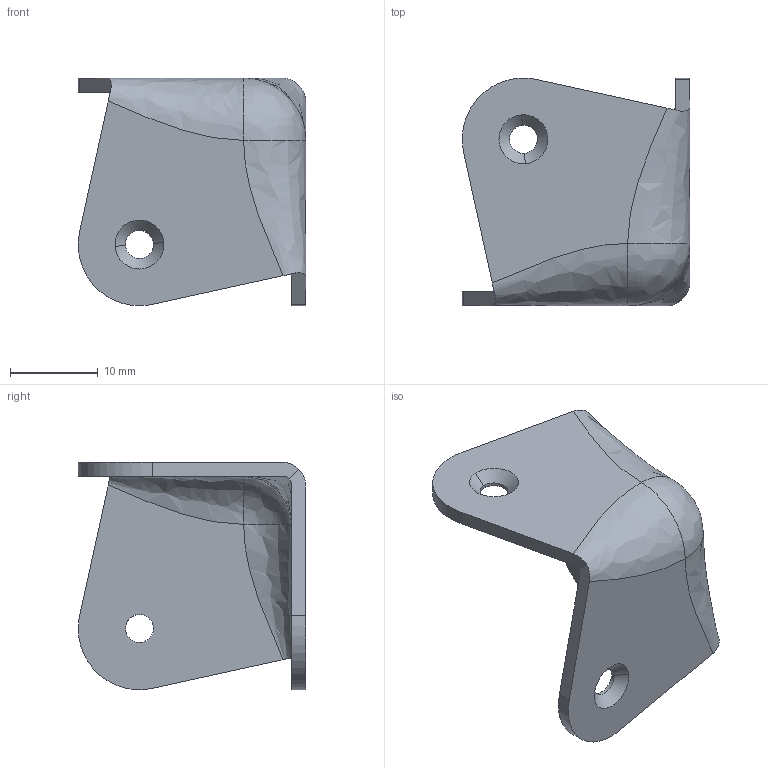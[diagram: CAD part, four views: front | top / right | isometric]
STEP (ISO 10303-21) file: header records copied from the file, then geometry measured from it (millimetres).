
FILE_DESCRIPTION((''),'2;1');
FILE_NAME('','2005-12-14T14:47:47',(''),(''),'','CADfix','');
FILE_SCHEMA(('AUTOMOTIVE_DESIGN'));
Length unit declared in the file: millimetre
Products named in the file (1): angle
Bounding box: 25.99 x 26 x 26 mm (x, y, z)
Volume: 2375.8 mm3; surface area: 3267 mm2
Topology: 1 solids, 1 shells, 35 faces, 108 edges, 75 vertices
Faces by surface type: bspline 35
Entity records: 1534 total; most frequent: CARTESIAN_POINT 927, ORIENTED_EDGE 216, EDGE_CURVE 108, VERTEX_POINT 75, EDGE_LOOP 41, FACE_OUTER_BOUND 35, ADVANCED_FACE 35, QUASI_UNIFORM_CURVE 33
